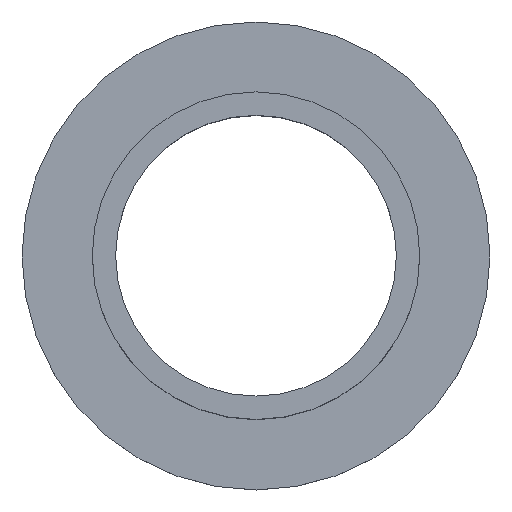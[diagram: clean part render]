
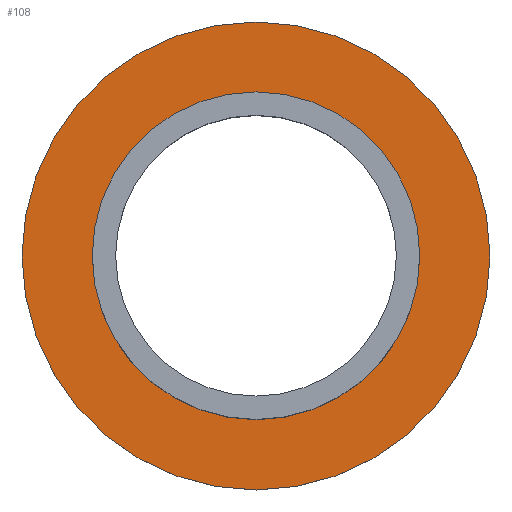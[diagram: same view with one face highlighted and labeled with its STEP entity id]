
A CAD part, top view. The second image highlights one B-rep face of the part: STEP entity #108.
In plain terms, the highlighted planar face has unit normal (0, 0, 1).
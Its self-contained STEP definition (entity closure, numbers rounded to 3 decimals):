
#19 = CARTESIAN_POINT ( 'NONE',  ( 0., 0., 0. ) ) ;
#31 = DIRECTION ( 'NONE',  ( 0., 0., -1. ) ) ;
#38 = EDGE_CURVE ( 'NONE', #45, #199, #120, .T. ) ;
#41 = ORIENTED_EDGE ( 'NONE', *, *, #38, .T. ) ;
#45 = VERTEX_POINT ( 'NONE', #282 ) ;
#46 = EDGE_CURVE ( 'NONE', #240, #322, #273, .T. ) ;
#47 = EDGE_CURVE ( 'NONE', #199, #45, #74, .T. ) ;
#51 = CARTESIAN_POINT ( 'NONE',  ( 0., 0., 0. ) ) ;
#52 = DIRECTION ( 'NONE',  ( 1., 0., 0. ) ) ;
#57 = CARTESIAN_POINT ( 'NONE',  ( -10., -10., 0. ) ) ;
#62 = EDGE_LOOP ( 'NONE', ( #267, #41 ) ) ;
#74 = CIRCLE ( 'NONE', #104, 10. ) ;
#80 = DIRECTION ( 'NONE',  ( 1., 0., 0. ) ) ;
#81 = AXIS2_PLACEMENT_3D ( 'NONE', #119, #31, #168 ) ;
#83 = AXIS2_PLACEMENT_3D ( 'NONE', #19, #326, #52 ) ;
#104 = AXIS2_PLACEMENT_3D ( 'NONE', #239, #195, #80 ) ;
#108 = ADVANCED_FACE ( 'NONE', ( #207, #251 ), #266, .T. ) ;
#119 = CARTESIAN_POINT ( 'NONE',  ( 0., 0., 0. ) ) ;
#120 = CIRCLE ( 'NONE', #162, 10. ) ;
#134 = EDGE_CURVE ( 'NONE', #322, #240, #299, .T. ) ;
#144 = EDGE_LOOP ( 'NONE', ( #242, #281 ) ) ;
#150 = CARTESIAN_POINT ( 'NONE',  ( 7., 0., 0. ) ) ;
#162 = AXIS2_PLACEMENT_3D ( 'NONE', #51, #193, #243 ) ;
#168 = DIRECTION ( 'NONE',  ( 1., 0., 0. ) ) ;
#193 = DIRECTION ( 'NONE',  ( 0., 0., 1. ) ) ;
#195 = DIRECTION ( 'NONE',  ( 0., 0., 1. ) ) ;
#199 = VERTEX_POINT ( 'NONE', #200 ) ;
#200 = CARTESIAN_POINT ( 'NONE',  ( 10., 0., 0. ) ) ;
#207 = FACE_BOUND ( 'NONE', #144, .T. ) ;
#239 = CARTESIAN_POINT ( 'NONE',  ( 0., 0., 0. ) ) ;
#240 = VERTEX_POINT ( 'NONE', #150 ) ;
#242 = ORIENTED_EDGE ( 'NONE', *, *, #46, .T. ) ;
#243 = DIRECTION ( 'NONE',  ( 1., 0., 0. ) ) ;
#245 = DIRECTION ( 'NONE',  ( 1., 0., 0. ) ) ;
#251 = FACE_OUTER_BOUND ( 'NONE', #62, .T. ) ;
#260 = AXIS2_PLACEMENT_3D ( 'NONE', #57, #268, #245 ) ;
#266 = PLANE ( 'NONE',  #260 ) ;
#267 = ORIENTED_EDGE ( 'NONE', *, *, #47, .T. ) ;
#268 = DIRECTION ( 'NONE',  ( 0., 0., 1. ) ) ;
#270 = CARTESIAN_POINT ( 'NONE',  ( -7., 0., 0. ) ) ;
#273 = CIRCLE ( 'NONE', #83, 7. ) ;
#281 = ORIENTED_EDGE ( 'NONE', *, *, #134, .T. ) ;
#282 = CARTESIAN_POINT ( 'NONE',  ( -10., 0., 0. ) ) ;
#299 = CIRCLE ( 'NONE', #81, 7. ) ;
#322 = VERTEX_POINT ( 'NONE', #270 ) ;
#326 = DIRECTION ( 'NONE',  ( 0., 0., -1. ) ) ;
